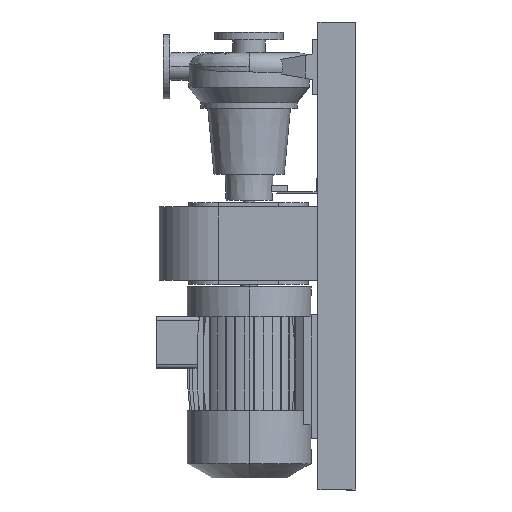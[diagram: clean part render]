
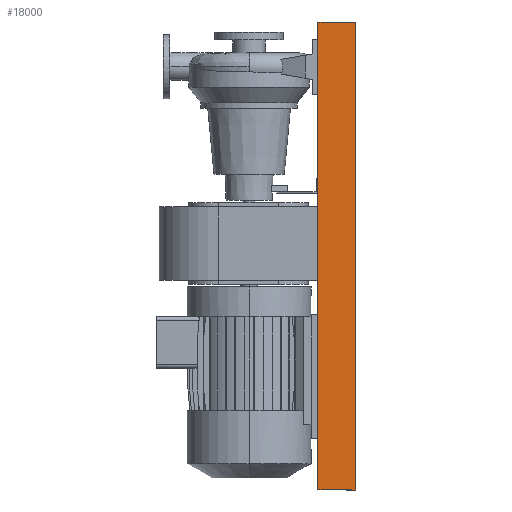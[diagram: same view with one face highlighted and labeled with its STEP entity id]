
A CAD part, left-side view. The second image highlights one B-rep face of the part: STEP entity #18000.
In plain terms, the highlighted planar face has unit normal (-1, 0, 0).
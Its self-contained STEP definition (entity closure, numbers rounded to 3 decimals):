
#428 = DIRECTION ( 'NONE',  ( 0., -1., 0. ) ) ;
#1335 = ORIENTED_EDGE ( 'NONE', *, *, #13133, .T. ) ;
#1961 = EDGE_CURVE ( 'NONE', #14939, #15893, #20577, .T. ) ;
#2240 = LINE ( 'NONE', #11981, #18361 ) ;
#3241 = ORIENTED_EDGE ( 'NONE', *, *, #3395, .T. ) ;
#3395 = EDGE_CURVE ( 'NONE', #14939, #13078, #8476, .T. ) ;
#3634 = DIRECTION ( 'NONE',  ( -1., 0., 0. ) ) ;
#3660 = ORIENTED_EDGE ( 'NONE', *, *, #7319, .F. ) ;
#4137 = DIRECTION ( 'NONE',  ( 0., 0., 1. ) ) ;
#4990 = AXIS2_PLACEMENT_3D ( 'NONE', #9759, #3634, #12825 ) ;
#5734 = CARTESIAN_POINT ( 'NONE',  ( -200., -55., -680. ) ) ;
#6287 = CARTESIAN_POINT ( 'NONE',  ( -200., 55., 680. ) ) ;
#6476 = CARTESIAN_POINT ( 'NONE',  ( -200., 55., -680. ) ) ;
#7049 = ORIENTED_EDGE ( 'NONE', *, *, #1961, .F. ) ;
#7319 = EDGE_CURVE ( 'NONE', #15893, #15685, #9647, .T. ) ;
#7355 = VECTOR ( 'NONE', #12813, 1000. ) ;
#8476 = LINE ( 'NONE', #14935, #15659 ) ;
#9647 = LINE ( 'NONE', #14411, #7355 ) ;
#9759 = CARTESIAN_POINT ( 'NONE',  ( -200., -55., -680. ) ) ;
#10102 = CARTESIAN_POINT ( 'NONE',  ( -200., -55., 680. ) ) ;
#11981 = CARTESIAN_POINT ( 'NONE',  ( -200., -55., -680. ) ) ;
#12617 = DIRECTION ( 'NONE',  ( 0., 0., 1. ) ) ;
#12813 = DIRECTION ( 'NONE',  ( 0., -1., 0. ) ) ;
#12825 = DIRECTION ( 'NONE',  ( 0., 0., 1. ) ) ;
#13078 = VERTEX_POINT ( 'NONE', #5734 ) ;
#13133 = EDGE_CURVE ( 'NONE', #13078, #15685, #2240, .T. ) ;
#14411 = CARTESIAN_POINT ( 'NONE',  ( -200., -55., 680. ) ) ;
#14630 = PLANE ( 'NONE',  #4990 ) ;
#14935 = CARTESIAN_POINT ( 'NONE',  ( -200., -55., -680. ) ) ;
#14939 = VERTEX_POINT ( 'NONE', #19245 ) ;
#15659 = VECTOR ( 'NONE', #428, 1000. ) ;
#15685 = VERTEX_POINT ( 'NONE', #10102 ) ;
#15893 = VERTEX_POINT ( 'NONE', #6287 ) ;
#18000 = ADVANCED_FACE ( 'NONE', ( #19295 ), #14630, .T. ) ;
#18361 = VECTOR ( 'NONE', #4137, 1000. ) ;
#18662 = VECTOR ( 'NONE', #12617, 1000. ) ;
#19245 = CARTESIAN_POINT ( 'NONE',  ( -200., 55., -680. ) ) ;
#19295 = FACE_OUTER_BOUND ( 'NONE', #20902, .T. ) ;
#20577 = LINE ( 'NONE', #6476, #18662 ) ;
#20902 = EDGE_LOOP ( 'NONE', ( #3660, #7049, #3241, #1335 ) ) ;
